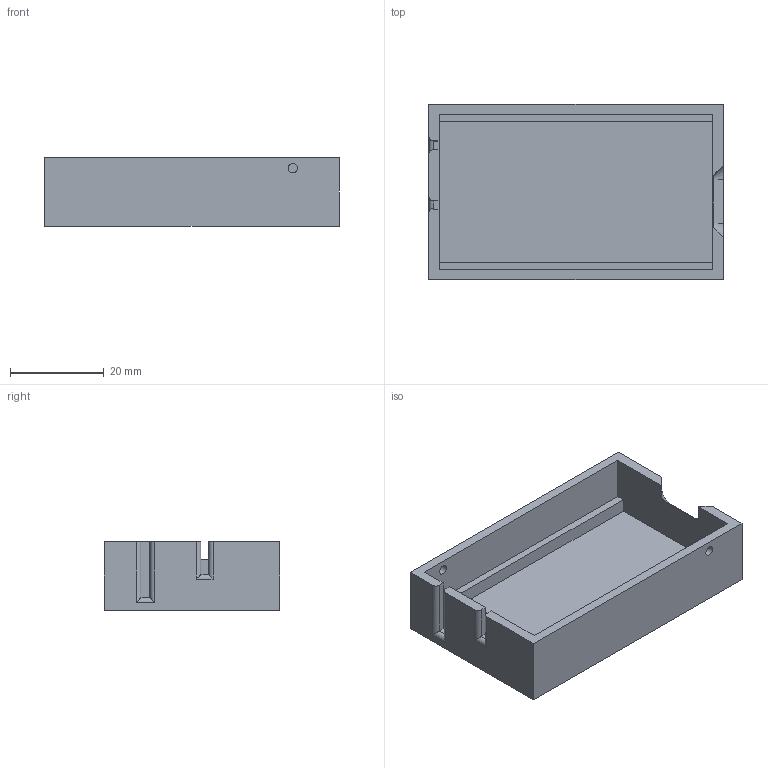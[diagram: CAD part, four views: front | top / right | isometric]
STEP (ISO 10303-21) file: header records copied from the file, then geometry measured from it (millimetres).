
FILE_DESCRIPTION(/* description */ (''),/* implementation_level */ '2;1');
FILE_NAME(/* name */ 'RX_ToughBASE.step',/* time_stamp */ '2025-08-22T10:15:32+01:00',/* author */ (''),/* organization */ (''),/* preprocessor_version */ 'ST-DEVELOPER v20.1',/* originating_system */ 'Autodesk Translation Framework v14.10.0.0',/* authorisation */ '');
FILE_SCHEMA (('AUTOMOTIVE_DESIGN { 1 0 10303 214 3 1 1 }'));
Length unit declared in the file: millimetre
Products named in the file (1): RX_Tough
Bounding box: 62.9 x 37.4 x 14.7 mm (x, y, z)
Volume: 10634.2 mm3; surface area: 9846.9 mm2
Topology: 1 solids, 1 shells, 43 faces, 115 edges, 74 vertices
Faces by surface type: plane 31, cylinder 10, cone 2
Full cylindrical faces by diameter (mm): 2 x2
Entity records: 1371 total; most frequent: CARTESIAN_POINT 233, ORIENTED_EDGE 230, DIRECTION 221, EDGE_CURVE 115, LINE 97, VECTOR 97, VERTEX_POINT 74, AXIS2_PLACEMENT_3D 62
